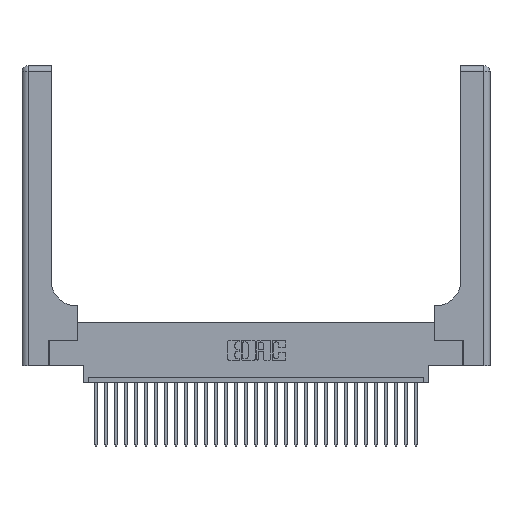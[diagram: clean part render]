
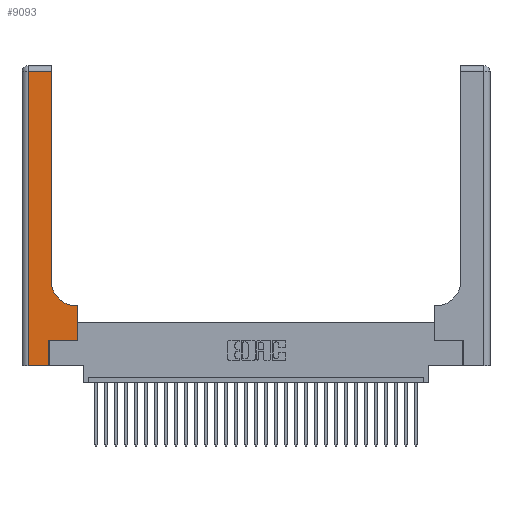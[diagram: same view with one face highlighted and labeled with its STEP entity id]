
A CAD part, top view. The second image highlights one B-rep face of the part: STEP entity #9093.
In plain terms, the highlighted planar face has unit normal (0, 0, 1).
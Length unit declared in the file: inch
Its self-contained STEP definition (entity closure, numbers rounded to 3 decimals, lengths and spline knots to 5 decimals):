
#14 = CARTESIAN_POINT ( 'NONE',  ( 0.5415, 0.85, 0.37 ) ) ;
#161 = ORIENTED_EDGE ( 'NONE', *, *, #17141, .T. ) ;
#178 = CARTESIAN_POINT ( 'NONE',  ( 0.06, 3., 0.37 ) ) ;
#338 = VECTOR ( 'NONE', #1418, 39.37008 ) ;
#413 = EDGE_CURVE ( 'NONE', #8597, #26534, #26080, .T. ) ;
#1087 = CARTESIAN_POINT ( 'NONE',  ( 0.269, 0., 0.37 ) ) ;
#1418 = DIRECTION ( 'NONE',  ( 0., 1., 0. ) ) ;
#2096 = VERTEX_POINT ( 'NONE', #22832 ) ;
#3419 = CARTESIAN_POINT ( 'NONE',  ( 0.2915, 0.6, 0.37 ) ) ;
#3479 = VECTOR ( 'NONE', #29127, 39.37008 ) ;
#3593 = CARTESIAN_POINT ( 'NONE',  ( 0.269, 0.25, 0.37 ) ) ;
#3707 = VECTOR ( 'NONE', #26104, 39.37008 ) ;
#3719 = EDGE_CURVE ( 'NONE', #25704, #4609, #6180, .T. ) ;
#4609 = VERTEX_POINT ( 'NONE', #10469 ) ;
#4629 = EDGE_CURVE ( 'NONE', #4609, #17127, #11740, .T. ) ;
#6054 = AXIS2_PLACEMENT_3D ( 'NONE', #14, #16933, #19378 ) ;
#6154 = DIRECTION ( 'NONE',  ( -1., 0., 0. ) ) ;
#6180 = LINE ( 'NONE', #22405, #24685 ) ;
#7171 = EDGE_CURVE ( 'NONE', #2096, #8597, #15368, .T. ) ;
#7907 = DIRECTION ( 'NONE',  ( 0., 1., 0. ) ) ;
#8597 = VERTEX_POINT ( 'NONE', #19155 ) ;
#8827 = FACE_OUTER_BOUND ( 'NONE', #23629, .T. ) ;
#9093 = ADVANCED_FACE ( 'NONE', ( #8827 ), #18106, .F. ) ;
#9276 = CARTESIAN_POINT ( 'NONE',  ( 0., 3., 0.37 ) ) ;
#9614 = CARTESIAN_POINT ( 'NONE',  ( 0.5585, 0.25, 0.37 ) ) ;
#9997 = DIRECTION ( 'NONE',  ( 0., -1., 0. ) ) ;
#10469 = CARTESIAN_POINT ( 'NONE',  ( 0.2915, 2.94, 0.37 ) ) ;
#11740 = LINE ( 'NONE', #18463, #19739 ) ;
#11741 = CIRCLE ( 'NONE', #6054, 0.25 ) ;
#13698 = ORIENTED_EDGE ( 'NONE', *, *, #22397, .T. ) ;
#15319 = CARTESIAN_POINT ( 'NONE',  ( 0.2915, 0.85, 0.37 ) ) ;
#15368 = LINE ( 'NONE', #23590, #3707 ) ;
#16933 = DIRECTION ( 'NONE',  ( 0., 0., -1. ) ) ;
#17127 = VERTEX_POINT ( 'NONE', #29522 ) ;
#17141 = EDGE_CURVE ( 'NONE', #26534, #22329, #17395, .T. ) ;
#17290 = ORIENTED_EDGE ( 'NONE', *, *, #3719, .T. ) ;
#17395 = LINE ( 'NONE', #3593, #18553 ) ;
#18106 = PLANE ( 'NONE',  #31269 ) ;
#18215 = DIRECTION ( 'NONE',  ( 0., 0., -1. ) ) ;
#18463 = CARTESIAN_POINT ( 'NONE',  ( 0., 2.94, 0.37 ) ) ;
#18474 = ORIENTED_EDGE ( 'NONE', *, *, #28707, .T. ) ;
#18553 = VECTOR ( 'NONE', #25578, 39.37008 ) ;
#19140 = CARTESIAN_POINT ( 'NONE',  ( 0.5585, 0.25, 0.37 ) ) ;
#19155 = CARTESIAN_POINT ( 'NONE',  ( 0.269, 0., 0.37 ) ) ;
#19378 = DIRECTION ( 'NONE',  ( 1., 0., 0. ) ) ;
#19739 = VECTOR ( 'NONE', #25447, 39.37008 ) ;
#19741 = LINE ( 'NONE', #9614, #3479 ) ;
#20910 = ORIENTED_EDGE ( 'NONE', *, *, #413, .T. ) ;
#20980 = VECTOR ( 'NONE', #9997, 39.37008 ) ;
#22329 = VERTEX_POINT ( 'NONE', #19140 ) ;
#22397 = EDGE_CURVE ( 'NONE', #17127, #2096, #25547, .T. ) ;
#22405 = CARTESIAN_POINT ( 'NONE',  ( 0.2915, 3., 0.37 ) ) ;
#22785 = DIRECTION ( 'NONE',  ( -1., 0., 0. ) ) ;
#22832 = CARTESIAN_POINT ( 'NONE',  ( 0.06, 0., 0.37 ) ) ;
#23279 = ORIENTED_EDGE ( 'NONE', *, *, #24284, .T. ) ;
#23458 = CARTESIAN_POINT ( 'NONE',  ( 0.5585, 0.6, 0.37 ) ) ;
#23590 = CARTESIAN_POINT ( 'NONE',  ( 0., 0., 0.37 ) ) ;
#23629 = EDGE_LOOP ( 'NONE', ( #17290, #28632, #13698, #25838, #20910, #161, #26045, #18474, #23279 ) ) ;
#23679 = CARTESIAN_POINT ( 'NONE',  ( 0.269, 0.25, 0.37 ) ) ;
#23717 = VECTOR ( 'NONE', #22785, 39.37008 ) ;
#24252 = EDGE_CURVE ( 'NONE', #22329, #28140, #19741, .T. ) ;
#24284 = EDGE_CURVE ( 'NONE', #27968, #25704, #11741, .T. ) ;
#24420 = CARTESIAN_POINT ( 'NONE',  ( 0.5415, 0.6, 0.37 ) ) ;
#24685 = VECTOR ( 'NONE', #7907, 39.37008 ) ;
#25447 = DIRECTION ( 'NONE',  ( -1., 0., 0. ) ) ;
#25547 = LINE ( 'NONE', #178, #20980 ) ;
#25578 = DIRECTION ( 'NONE',  ( 1., 0., 0. ) ) ;
#25704 = VERTEX_POINT ( 'NONE', #15319 ) ;
#25838 = ORIENTED_EDGE ( 'NONE', *, *, #7171, .T. ) ;
#26045 = ORIENTED_EDGE ( 'NONE', *, *, #24252, .T. ) ;
#26080 = LINE ( 'NONE', #1087, #338 ) ;
#26104 = DIRECTION ( 'NONE',  ( 1., 0., 0. ) ) ;
#26534 = VERTEX_POINT ( 'NONE', #23679 ) ;
#27968 = VERTEX_POINT ( 'NONE', #24420 ) ;
#28140 = VERTEX_POINT ( 'NONE', #23458 ) ;
#28632 = ORIENTED_EDGE ( 'NONE', *, *, #4629, .T. ) ;
#28641 = LINE ( 'NONE', #3419, #23717 ) ;
#28707 = EDGE_CURVE ( 'NONE', #28140, #27968, #28641, .T. ) ;
#29127 = DIRECTION ( 'NONE',  ( 0., 1., 0. ) ) ;
#29522 = CARTESIAN_POINT ( 'NONE',  ( 0.06, 2.94, 0.37 ) ) ;
#31269 = AXIS2_PLACEMENT_3D ( 'NONE', #9276, #18215, #6154 ) ;
